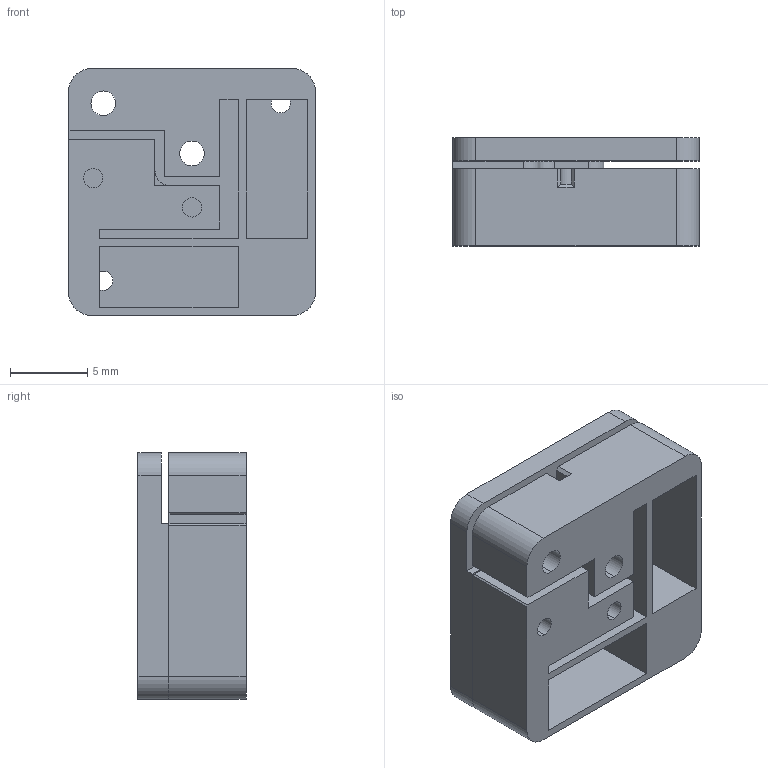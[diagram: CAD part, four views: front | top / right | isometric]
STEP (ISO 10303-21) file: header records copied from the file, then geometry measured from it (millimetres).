
FILE_DESCRIPTION (( 'STEP AP214' ), '1' );
FILE_NAME ('Scanner16_xy_web.STEP', '2023-10-30T06:03:24', ( '' ), ( '' ), 'SwSTEP 2.0', 'SolidWorks 2020', '' );
FILE_SCHEMA (( 'AUTOMOTIVE_DESIGN' ));
Length unit declared in the file: millimetre
Products named in the file (1): Scanner16_xy_web
Bounding box: 16 x 7 x 16 mm (x, y, z)
Volume: 1131.8 mm3; surface area: 2015.1 mm2
Topology: 4 solids, 4 shells, 1848 faces, 5191 edges, 3450 vertices
Faces by surface type: bspline 1300, plane 483, cylinder 55, cone 10
Entity records: 88394 total; most frequent: CARTESIAN_POINT 29236, ORIENTED_EDGE 10382, EDGE_CURVE 5191, DIRECTION 3793, VERTEX_POINT 3450, B_SPLINE_CURVE_WITH_KNOTS 2616, VECTOR 2435, LINE 2435
